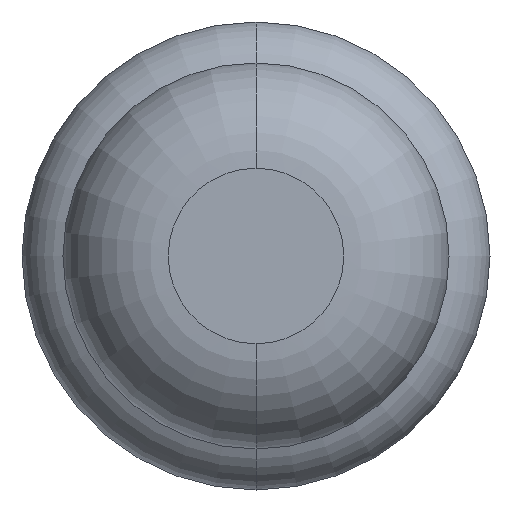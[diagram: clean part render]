
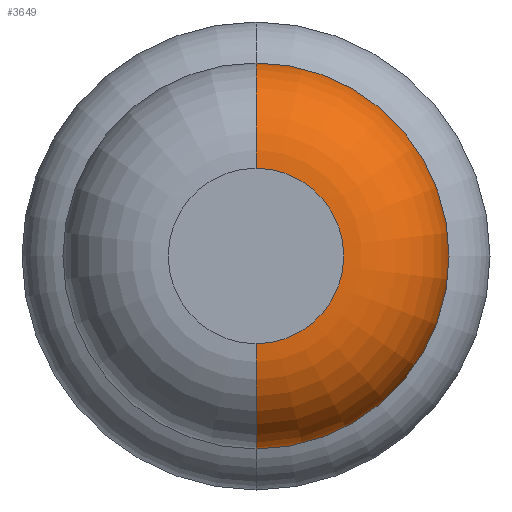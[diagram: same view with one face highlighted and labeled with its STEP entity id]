
A CAD part, front view. The second image highlights one B-rep face of the part: STEP entity #3649.
In plain terms, the highlighted toroidal (fillet/blend) face has major radius 0.375 mm and minor radius 0.45 mm.
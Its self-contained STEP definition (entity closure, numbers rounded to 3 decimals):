
#21 = CARTESIAN_POINT ( 'NONE',  ( 0., -29.95, -0.375 ) ) ;
#77 = DIRECTION ( 'NONE',  ( 0., 0., 1. ) ) ;
#336 = EDGE_CURVE ( 'NONE', #4025, #1794, #1477, .T. ) ;
#346 = AXIS2_PLACEMENT_3D ( 'NONE', #357, #730, #77 ) ;
#357 = CARTESIAN_POINT ( 'NONE',  ( 0., -29.95, 0. ) ) ;
#404 = FACE_OUTER_BOUND ( 'NONE', #3582, .T. ) ;
#542 = EDGE_CURVE ( 'Defeature ausgef�hrt1_6+Defeature ausgef�hrt1_5+Defeature ausgef�hrt1_5+Defeature ausgef�hrt1_5', #4025, #1389, #3792, .T. ) ;
#571 = DIRECTION ( 'NONE',  ( -1., 0., 0. ) ) ;
#730 = DIRECTION ( 'NONE',  ( 0., 1., 0. ) ) ;
#1022 = CARTESIAN_POINT ( 'NONE',  ( 0., -29.95, 0. ) ) ;
#1189 = ORIENTED_EDGE ( 'NONE', *, *, #542, .T. ) ;
#1389 = VERTEX_POINT ( 'NONE', #1652 ) ;
#1431 = VERTEX_POINT ( 'NONE', #4049 ) ;
#1477 = CIRCLE ( 'NONE', #3961, 0.45 ) ;
#1591 = CARTESIAN_POINT ( 'NONE',  ( 0., -30.4, 0. ) ) ;
#1652 = CARTESIAN_POINT ( 'NONE',  ( 0., -30.4, -0.375 ) ) ;
#1697 = CARTESIAN_POINT ( 'NONE',  ( 0., -29.95, 0.375 ) ) ;
#1794 = VERTEX_POINT ( 'NONE', #2940 ) ;
#2019 = AXIS2_PLACEMENT_3D ( 'NONE', #1022, #2908, #2245 ) ;
#2147 = ORIENTED_EDGE ( 'NONE', *, *, #336, .F. ) ;
#2245 = DIRECTION ( 'NONE',  ( 0., 0., 1. ) ) ;
#2512 = DIRECTION ( 'NONE',  ( 0., 0., -1. ) ) ;
#2654 = AXIS2_PLACEMENT_3D ( 'NONE', #21, #3425, #2512 ) ;
#2670 = DIRECTION ( 'NONE',  ( 0., 0., 1. ) ) ;
#2811 = CIRCLE ( 'NONE', #2654, 0.45 ) ;
#2864 = CIRCLE ( 'NONE', #346, 0.825 ) ;
#2872 = CARTESIAN_POINT ( 'NONE',  ( 0., -30.4, 0.375 ) ) ;
#2908 = DIRECTION ( 'NONE',  ( 0., 1., 0. ) ) ;
#2940 = CARTESIAN_POINT ( 'NONE',  ( 0., -29.95, 0.825 ) ) ;
#3196 = DIRECTION ( 'NONE',  ( 0., 0., 1. ) ) ;
#3405 = TOROIDAL_SURFACE ( 'NONE', #2019, 0.375, 0.45 ) ;
#3425 = DIRECTION ( 'NONE',  ( 1., 0., 0. ) ) ;
#3582 = EDGE_LOOP ( 'NONE', ( #1189, #3629, #3714, #2147 ) ) ;
#3629 = ORIENTED_EDGE ( 'NONE', *, *, #3890, .T. ) ;
#3649 = ADVANCED_FACE ( 'Defeature ausgef�hrt1_6', ( #404 ), #3405, .T. ) ;
#3653 = EDGE_CURVE ( 'Defeature ausgef�hrt1_7+Defeature ausgef�hrt1_6+Defeature ausgef�hrt1_6+Defeature ausgef�hrt1_6', #1794, #1431, #2864, .T. ) ;
#3714 = ORIENTED_EDGE ( 'NONE', *, *, #3653, .F. ) ;
#3792 = CIRCLE ( 'NONE', #4080, 0.375 ) ;
#3793 = DIRECTION ( 'NONE',  ( 0., 1., 0. ) ) ;
#3890 = EDGE_CURVE ( 'NONE', #1389, #1431, #2811, .T. ) ;
#3961 = AXIS2_PLACEMENT_3D ( 'NONE', #1697, #571, #2670 ) ;
#4025 = VERTEX_POINT ( 'NONE', #2872 ) ;
#4049 = CARTESIAN_POINT ( 'NONE',  ( 0., -29.95, -0.825 ) ) ;
#4080 = AXIS2_PLACEMENT_3D ( 'NONE', #1591, #3793, #3196 ) ;
